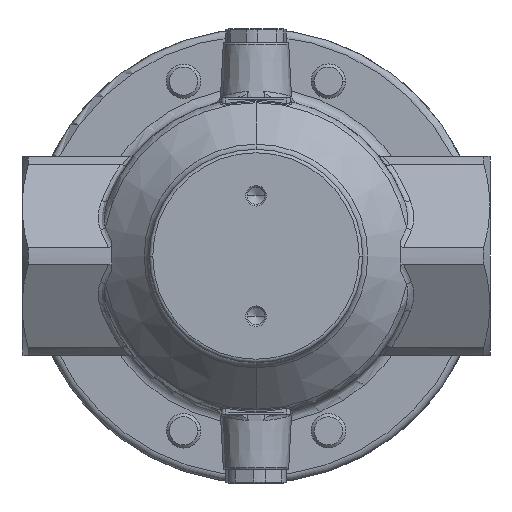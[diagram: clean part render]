
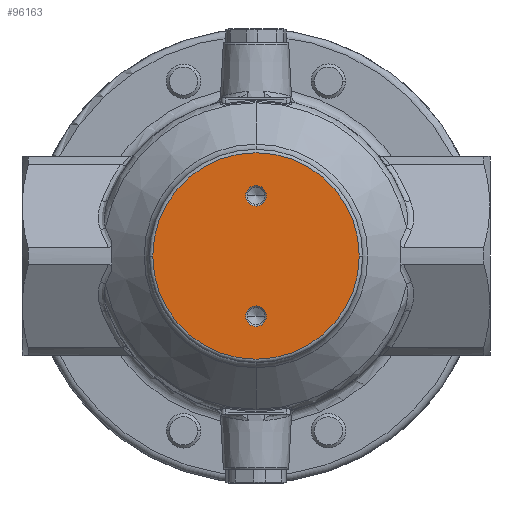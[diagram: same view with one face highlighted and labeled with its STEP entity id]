
A CAD part, front view. The second image highlights one B-rep face of the part: STEP entity #96163.
In plain terms, the highlighted planar face has unit normal (0, -1, 0).
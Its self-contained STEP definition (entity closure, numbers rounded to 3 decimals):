
#2881 = DIRECTION ( 'NONE',  ( 0., 1., 0. ) ) ;
#5568 = DIRECTION ( 'NONE',  ( 0., 1., 0. ) ) ;
#7348 = CARTESIAN_POINT ( 'NONE',  ( 0., -8., 0. ) ) ;
#10884 = AXIS2_PLACEMENT_3D ( 'NONE', #74421, #5568, #85918 ) ;
#12704 = CIRCLE ( 'NONE', #124862, 3. ) ;
#17940 = DIRECTION ( 'NONE',  ( 0., 1., 0. ) ) ;
#18073 = CIRCLE ( 'NONE', #69133, 3. ) ;
#18932 = DIRECTION ( 'NONE',  ( -1., 0., 0. ) ) ;
#27323 = EDGE_LOOP ( 'NONE', ( #61826, #38374 ) ) ;
#27649 = CARTESIAN_POINT ( 'NONE',  ( 0., -8., -17.5 ) ) ;
#33675 = EDGE_CURVE ( 'NONE', #118818, #138781, #12704, .T. ) ;
#36218 = EDGE_LOOP ( 'NONE', ( #113241, #88328 ) ) ;
#38374 = ORIENTED_EDGE ( 'NONE', *, *, #33675, .T. ) ;
#38971 = CIRCLE ( 'NONE', #45208, 30. ) ;
#39184 = DIRECTION ( 'NONE',  ( -1., 0., 0. ) ) ;
#45208 = AXIS2_PLACEMENT_3D ( 'NONE', #123698, #55057, #135236 ) ;
#49827 = CIRCLE ( 'NONE', #122717, 3. ) ;
#51578 = AXIS2_PLACEMENT_3D ( 'NONE', #7348, #87723, #18932 ) ;
#51628 = VERTEX_POINT ( 'NONE', #146923 ) ;
#52824 = FACE_OUTER_BOUND ( 'NONE', #145043, .T. ) ;
#53871 = CARTESIAN_POINT ( 'NONE',  ( -3., -8., -17.5 ) ) ;
#55057 = DIRECTION ( 'NONE',  ( 0., -1., 0. ) ) ;
#60204 = CIRCLE ( 'NONE', #134337, 30. ) ;
#61826 = ORIENTED_EDGE ( 'NONE', *, *, #144837, .T. ) ;
#63642 = PLANE ( 'NONE',  #51578 ) ;
#66034 = DIRECTION ( 'NONE',  ( 0., -1., 0. ) ) ;
#69133 = AXIS2_PLACEMENT_3D ( 'NONE', #71683, #2881, #83220 ) ;
#70976 = CARTESIAN_POINT ( 'NONE',  ( 30., -8., 0. ) ) ;
#71683 = CARTESIAN_POINT ( 'NONE',  ( 0., -8., 17.5 ) ) ;
#74421 = CARTESIAN_POINT ( 'NONE',  ( 0., -8., -17.5 ) ) ;
#83220 = DIRECTION ( 'NONE',  ( -1., 0., 0. ) ) ;
#83334 = FACE_BOUND ( 'NONE', #27323, .T. ) ;
#85056 = CARTESIAN_POINT ( 'NONE',  ( -30., -8., 0. ) ) ;
#85918 = DIRECTION ( 'NONE',  ( -1., 0., 0. ) ) ;
#86693 = CARTESIAN_POINT ( 'NONE',  ( 0., -8., 17.5 ) ) ;
#87723 = DIRECTION ( 'NONE',  ( 0., -1., 0. ) ) ;
#87953 = EDGE_CURVE ( 'NONE', #127939, #51628, #18073, .T. ) ;
#88328 = ORIENTED_EDGE ( 'NONE', *, *, #147338, .T. ) ;
#90531 = ORIENTED_EDGE ( 'NONE', *, *, #98943, .T. ) ;
#94191 = VERTEX_POINT ( 'NONE', #85056 ) ;
#96163 = ADVANCED_FACE ( 'NONE', ( #83334, #140644, #52824 ), #63642, .T. ) ;
#98218 = DIRECTION ( 'NONE',  ( -1., 0., 0. ) ) ;
#98943 = EDGE_CURVE ( 'NONE', #109883, #94191, #38971, .T. ) ;
#102151 = CARTESIAN_POINT ( 'NONE',  ( -3., -8., 17.5 ) ) ;
#103696 = ORIENTED_EDGE ( 'NONE', *, *, #148151, .T. ) ;
#105898 = CIRCLE ( 'NONE', #10884, 3. ) ;
#107865 = DIRECTION ( 'NONE',  ( 0., 1., 0. ) ) ;
#109883 = VERTEX_POINT ( 'NONE', #70976 ) ;
#113241 = ORIENTED_EDGE ( 'NONE', *, *, #87953, .T. ) ;
#118818 = VERTEX_POINT ( 'NONE', #143620 ) ;
#122717 = AXIS2_PLACEMENT_3D ( 'NONE', #86693, #17940, #98218 ) ;
#123698 = CARTESIAN_POINT ( 'NONE',  ( 0., -8., 0. ) ) ;
#124862 = AXIS2_PLACEMENT_3D ( 'NONE', #27649, #107865, #39184 ) ;
#127939 = VERTEX_POINT ( 'NONE', #102151 ) ;
#134337 = AXIS2_PLACEMENT_3D ( 'NONE', #134637, #66034, #146132 ) ;
#134637 = CARTESIAN_POINT ( 'NONE',  ( 0., -8., 0. ) ) ;
#135236 = DIRECTION ( 'NONE',  ( -1., 0., 0. ) ) ;
#138781 = VERTEX_POINT ( 'NONE', #53871 ) ;
#140644 = FACE_BOUND ( 'NONE', #36218, .T. ) ;
#143620 = CARTESIAN_POINT ( 'NONE',  ( 3., -8., -17.5 ) ) ;
#144837 = EDGE_CURVE ( 'NONE', #138781, #118818, #105898, .T. ) ;
#145043 = EDGE_LOOP ( 'NONE', ( #103696, #90531 ) ) ;
#146132 = DIRECTION ( 'NONE',  ( -1., 0., 0. ) ) ;
#146923 = CARTESIAN_POINT ( 'NONE',  ( 3., -8., 17.5 ) ) ;
#147338 = EDGE_CURVE ( 'NONE', #51628, #127939, #49827, .T. ) ;
#148151 = EDGE_CURVE ( 'NONE', #94191, #109883, #60204, .T. ) ;
